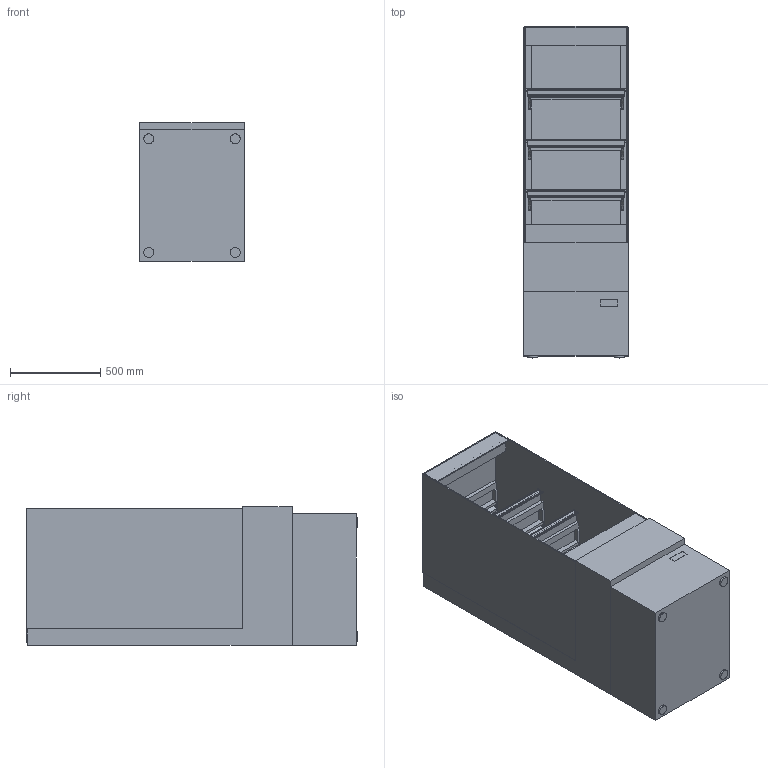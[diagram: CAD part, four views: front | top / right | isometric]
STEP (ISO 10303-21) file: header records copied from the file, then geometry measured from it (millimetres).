
FILE_DESCRIPTION (( 'STEP AP214' ), '1' );
FILE_NAME ('EU534200_Waermeturm_WT-58.STEP', '2022-05-05T06:12:15', ( '' ), ( '' ), 'SwSTEP 2.0', 'SolidWorks 2017', '' );
FILE_SCHEMA (( 'AUTOMOTIVE_DESIGN' ));
Length unit declared in the file: millimetre
Products named in the file (1): EU534200_Waermeturm_WT-58
Bounding box: 580 x 1841 x 770 mm (x, y, z)
Volume: 345730425.7 mm3; surface area: 14929346.8 mm2
Topology: 49 solids, 49 shells, 382 faces, 808 edges, 536 vertices
Faces by surface type: plane 316, cylinder 66
Full cylindrical faces by diameter (mm): 10 x18, 55 x4
Entity records: 11288 total; most frequent: CARTESIAN_POINT 1705, DIRECTION 1684, ORIENTED_EDGE 1572, EDGE_CURVE 786, LINE 654, VECTOR 654, VERTEX_POINT 536, AXIS2_PLACEMENT_3D 515
